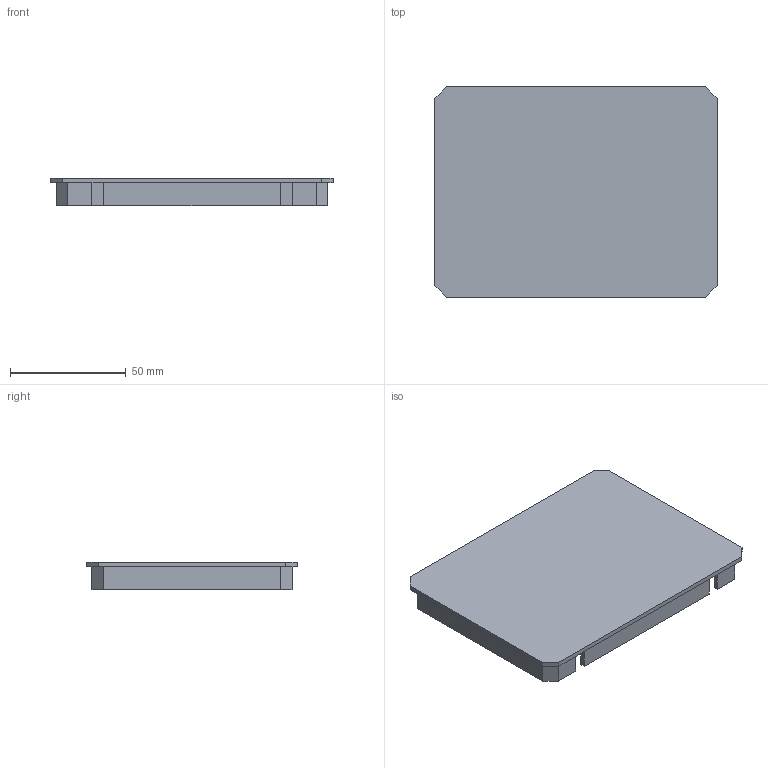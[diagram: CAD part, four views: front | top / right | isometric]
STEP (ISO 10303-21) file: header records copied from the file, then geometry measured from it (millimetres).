
FILE_DESCRIPTION(/* description */ (''),/* implementation_level */ '2;1');
FILE_NAME(/* name */ 'MOSFET~2',/* time_stamp */ '2019-02-10T15:26:40-05:00',/* author */ (''),/* organization */ (''),/* preprocessor_version */ 'ST-DEVELOPER v15',/* originating_system */ '',/* authorisation */ '');
FILE_SCHEMA (('AUTOMOTIVE_DESIGN'));
Length unit declared in the file: millimetre
Products named in the file (1): Document
Bounding box: 122.05 x 91 x 12 mm (x, y, z)
Volume: 29110.6 mm3; surface area: 30566.9 mm2
Topology: 1 solids, 1 shells, 39 faces, 105 edges, 68 vertices
Faces by surface type: plane 34, bspline 5
Entity records: 1052 total; most frequent: CARTESIAN_POINT 351, ORIENTED_EDGE 210, EDGE_CURVE 105, B_SPLINE_CURVE_WITH_KNOTS 86, VERTEX_POINT 68, ADVANCED_FACE 39, FACE_OUTER_BOUND 39, EDGE_LOOP 39
